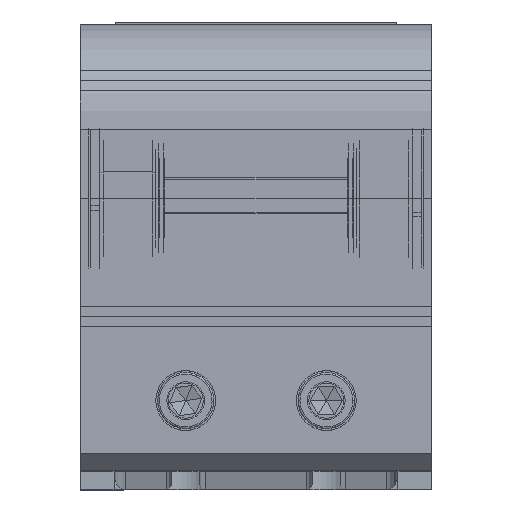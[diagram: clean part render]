
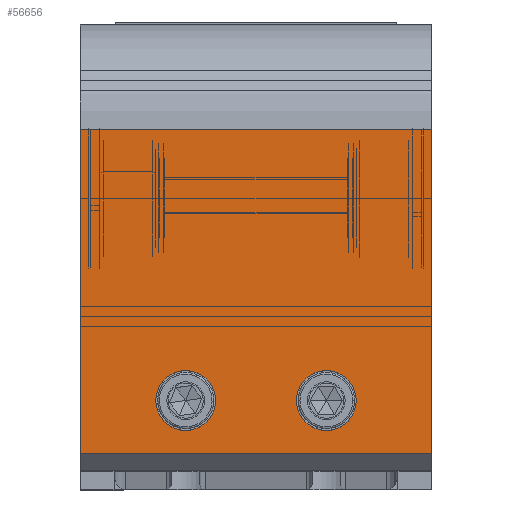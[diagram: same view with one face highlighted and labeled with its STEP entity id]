
A CAD part, top view. The second image highlights one B-rep face of the part: STEP entity #56656.
In plain terms, the highlighted planar face has unit normal (0, 0, 1).
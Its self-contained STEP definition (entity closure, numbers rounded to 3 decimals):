
#4108 = CARTESIAN_POINT ( 'NONE',  ( 201.658, 203.108, 657.202 ) ) ;
#8366 = ORIENTED_EDGE ( 'NONE', *, *, #197487, .F. ) ;
#8616 = VERTEX_POINT ( 'NONE', #274362 ) ;
#10155 = CARTESIAN_POINT ( 'NONE',  ( 180.158, 218.108, 657.202 ) ) ;
#30826 = EDGE_CURVE ( 'NONE', #8616, #40744, #168085, .T. ) ;
#31136 = ORIENTED_EDGE ( 'NONE', *, *, #89609, .F. ) ;
#31679 = EDGE_CURVE ( 'NONE', #37888, #257027, #97245, .T. ) ;
#33852 = CARTESIAN_POINT ( 'NONE',  ( 101.658, 203.108, 657.202 ) ) ;
#35253 = VERTEX_POINT ( 'NONE', #48089 ) ;
#37888 = VERTEX_POINT ( 'NONE', #58089 ) ;
#40744 = VERTEX_POINT ( 'NONE', #10155 ) ;
#42879 = CARTESIAN_POINT ( 'NONE',  ( 101.658, 203.108, 657.202 ) ) ;
#48089 = CARTESIAN_POINT ( 'NONE',  ( 201.658, 295.108, 657.202 ) ) ;
#55926 = CARTESIAN_POINT ( 'NONE',  ( 171.658, 218.108, 657.202 ) ) ;
#56656 = ADVANCED_FACE ( 'NONE', ( #66600, #89804, #153603 ), #111516, .F. ) ;
#58089 = CARTESIAN_POINT ( 'NONE',  ( 201.658, 203.108, 657.202 ) ) ;
#62502 = CIRCLE ( 'NONE', #164774, 8.5 ) ;
#66600 = FACE_BOUND ( 'NONE', #205234, .T. ) ;
#73774 = DIRECTION ( 'NONE',  ( 0., 1., 0. ) ) ;
#73978 = CIRCLE ( 'NONE', #263843, 8.5 ) ;
#76706 = CARTESIAN_POINT ( 'NONE',  ( 140.158, 218.108, 657.202 ) ) ;
#77355 = VERTEX_POINT ( 'NONE', #157586 ) ;
#89609 = EDGE_CURVE ( 'NONE', #40744, #8616, #173347, .T. ) ;
#89804 = FACE_BOUND ( 'NONE', #154112, .T. ) ;
#92657 = DIRECTION ( 'NONE',  ( 0., 0., -1. ) ) ;
#93082 = CARTESIAN_POINT ( 'NONE',  ( 131.658, 218.108, 657.202 ) ) ;
#95888 = DIRECTION ( 'NONE',  ( 1., 0., 0. ) ) ;
#96399 = ORIENTED_EDGE ( 'NONE', *, *, #237850, .F. ) ;
#97245 = LINE ( 'NONE', #143666, #223720 ) ;
#100314 = VECTOR ( 'NONE', #141179, 1000. ) ;
#106259 = LINE ( 'NONE', #33852, #131319 ) ;
#111516 = PLANE ( 'NONE',  #224407 ) ;
#123214 = CARTESIAN_POINT ( 'NONE',  ( 171.658, 218.108, 657.202 ) ) ;
#131319 = VECTOR ( 'NONE', #281757, 1000. ) ;
#134584 = EDGE_LOOP ( 'NONE', ( #238859, #142340, #96399, #139944 ) ) ;
#136895 = LINE ( 'NONE', #180282, #100314 ) ;
#139944 = ORIENTED_EDGE ( 'NONE', *, *, #269575, .T. ) ;
#141179 = DIRECTION ( 'NONE',  ( -1., 0., 0. ) ) ;
#142340 = ORIENTED_EDGE ( 'NONE', *, *, #31679, .F. ) ;
#142963 = DIRECTION ( 'NONE',  ( 0., 0., 1. ) ) ;
#143666 = CARTESIAN_POINT ( 'NONE',  ( 201.658, 203.108, 657.202 ) ) ;
#153603 = FACE_OUTER_BOUND ( 'NONE', #134584, .T. ) ;
#154112 = EDGE_LOOP ( 'NONE', ( #31136, #286652 ) ) ;
#155799 = DIRECTION ( 'NONE',  ( 0., 0., 1. ) ) ;
#157586 = CARTESIAN_POINT ( 'NONE',  ( 123.158, 218.108, 657.202 ) ) ;
#164774 = AXIS2_PLACEMENT_3D ( 'NONE', #283524, #155799, #241453 ) ;
#168085 = CIRCLE ( 'NONE', #219183, 8.5 ) ;
#172311 = DIRECTION ( 'NONE',  ( 1., 0., 0. ) ) ;
#173347 = CIRCLE ( 'NONE', #266064, 8.5 ) ;
#174913 = LINE ( 'NONE', #262145, #216283 ) ;
#180282 = CARTESIAN_POINT ( 'NONE',  ( 201.658, 295.108, 657.202 ) ) ;
#197487 = EDGE_CURVE ( 'NONE', #77355, #207537, #62502, .T. ) ;
#199824 = CARTESIAN_POINT ( 'NONE',  ( 101.658, 295.108, 657.202 ) ) ;
#205234 = EDGE_LOOP ( 'NONE', ( #232416, #8366 ) ) ;
#207537 = VERTEX_POINT ( 'NONE', #76706 ) ;
#209634 = DIRECTION ( 'NONE',  ( 1., 0., 0. ) ) ;
#211620 = DIRECTION ( 'NONE',  ( 0., 0., 1. ) ) ;
#214184 = VERTEX_POINT ( 'NONE', #199824 ) ;
#216283 = VECTOR ( 'NONE', #282358, 1000. ) ;
#219183 = AXIS2_PLACEMENT_3D ( 'NONE', #123214, #211620, #172311 ) ;
#223720 = VECTOR ( 'NONE', #232084, 1000. ) ;
#224407 = AXIS2_PLACEMENT_3D ( 'NONE', #4108, #92657, #73774 ) ;
#227344 = EDGE_CURVE ( 'NONE', #207537, #77355, #73978, .T. ) ;
#232084 = DIRECTION ( 'NONE',  ( -1., 0., 0. ) ) ;
#232416 = ORIENTED_EDGE ( 'NONE', *, *, #227344, .F. ) ;
#237850 = EDGE_CURVE ( 'NONE', #35253, #37888, #174913, .T. ) ;
#238859 = ORIENTED_EDGE ( 'NONE', *, *, #267491, .T. ) ;
#241453 = DIRECTION ( 'NONE',  ( 1., 0., 0. ) ) ;
#257027 = VERTEX_POINT ( 'NONE', #42879 ) ;
#262145 = CARTESIAN_POINT ( 'NONE',  ( 201.658, 203.108, 657.202 ) ) ;
#263843 = AXIS2_PLACEMENT_3D ( 'NONE', #93082, #274305, #95888 ) ;
#266064 = AXIS2_PLACEMENT_3D ( 'NONE', #55926, #142963, #209634 ) ;
#267491 = EDGE_CURVE ( 'NONE', #214184, #257027, #106259, .T. ) ;
#269575 = EDGE_CURVE ( 'NONE', #35253, #214184, #136895, .T. ) ;
#274305 = DIRECTION ( 'NONE',  ( 0., 0., 1. ) ) ;
#274362 = CARTESIAN_POINT ( 'NONE',  ( 163.158, 218.108, 657.202 ) ) ;
#281757 = DIRECTION ( 'NONE',  ( 0., -1., 0. ) ) ;
#282358 = DIRECTION ( 'NONE',  ( 0., -1., 0. ) ) ;
#283524 = CARTESIAN_POINT ( 'NONE',  ( 131.658, 218.108, 657.202 ) ) ;
#286652 = ORIENTED_EDGE ( 'NONE', *, *, #30826, .F. ) ;
